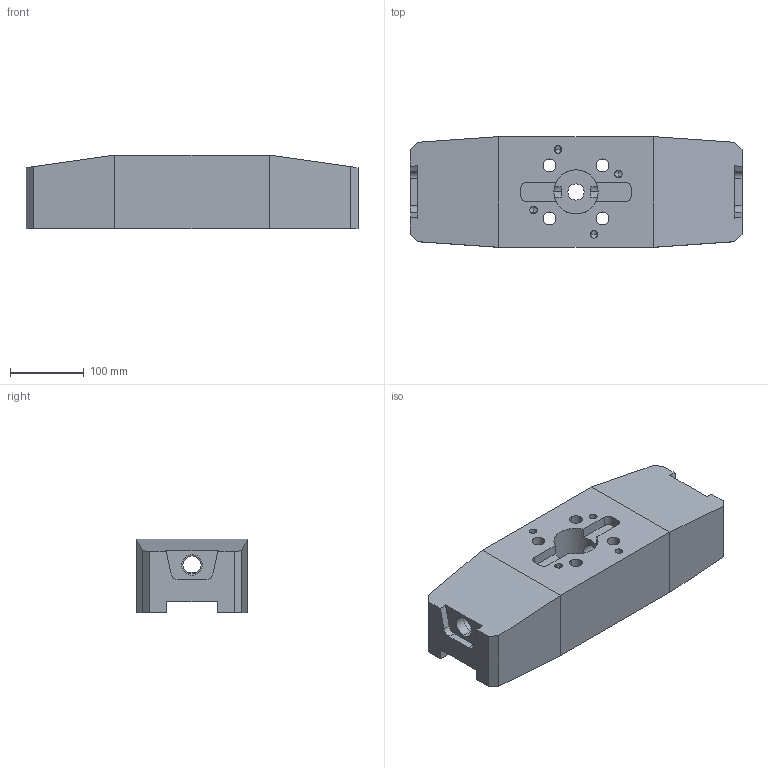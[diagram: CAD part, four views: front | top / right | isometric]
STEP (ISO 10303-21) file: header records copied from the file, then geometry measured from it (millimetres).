
FILE_DESCRIPTION(('no description'),'unknown implementation level');
FILE_NAME('A72100BE-9363-474E-B3D8-81C19371ABB4_export.stp',' ',('CIMSOURCE GmbH'),('CADClick - KiM GmbH - www.kimweb.de'),'unknown preprocess','ACIS','unknown authorization');
FILE_SCHEMA(('automotive_design'));
Length unit declared in the file: millimetre
Products named in the file (1): Kreismuster13
Bounding box: 450 x 150 x 100 mm (x, y, z)
Volume: 5153517.4 mm3; surface area: 329817.6 mm2
Topology: 1 solids, 1 shells, 280 faces, 658 edges, 404 vertices
Faces by surface type: cylinder 150, plane 86, cone 44
Entity records: 15559 total; most frequent: DIRECTION 1526, CARTESIAN_POINT 1524, STYLED_ITEM 1311, PRESENTATION_STYLE_ASSIGNMENT 1311, COLOUR_RGB 1311, ORIENTED_EDGE 1252, EDGE_CURVE 626, CURVE_STYLE 626
